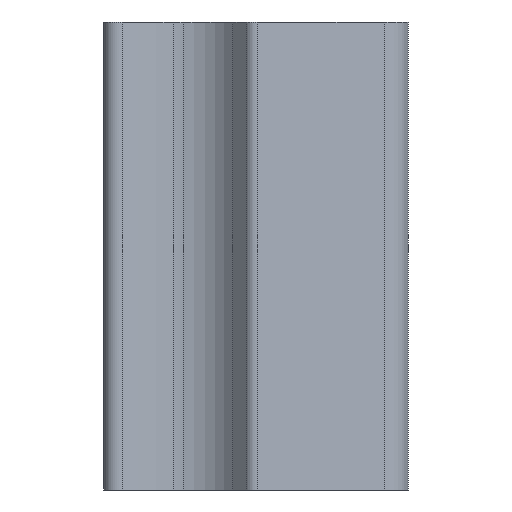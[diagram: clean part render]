
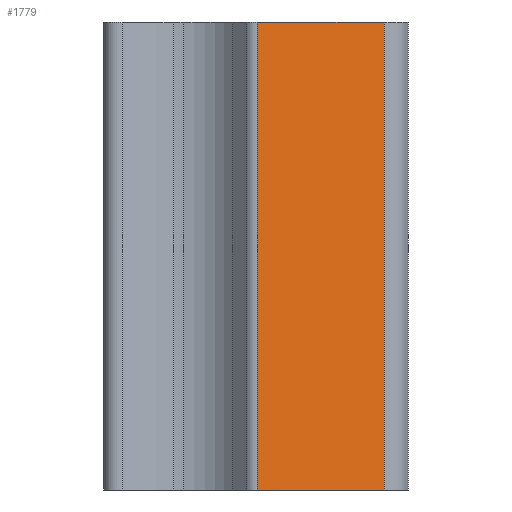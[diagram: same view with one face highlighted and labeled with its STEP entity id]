
A CAD part, left-side view. The second image highlights one B-rep face of the part: STEP entity #1779.
In plain terms, the highlighted planar face has unit normal (-0.976, -0.22, 0).
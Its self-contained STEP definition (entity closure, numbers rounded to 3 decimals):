
#7 = VERTEX_POINT ( 'NONE', #196 ) ;
#16 = CARTESIAN_POINT ( 'NONE',  ( -4.79, -2.56, -10. ) ) ;
#22 = DIRECTION ( 'NONE',  ( -0.22, 0.976, 0. ) ) ;
#128 = CARTESIAN_POINT ( 'NONE',  ( -4.79, -2.56, -10. ) ) ;
#149 = DIRECTION ( 'NONE',  ( 0.976, 0.22, 0. ) ) ;
#196 = CARTESIAN_POINT ( 'NONE',  ( -3.568, -7.985, -10. ) ) ;
#222 = DIRECTION ( 'NONE',  ( 0., 0., 1. ) ) ;
#312 = LINE ( 'NONE', #16, #1384 ) ;
#323 = DIRECTION ( 'NONE',  ( 0., 0., 1. ) ) ;
#375 = VERTEX_POINT ( 'NONE', #896 ) ;
#652 = DIRECTION ( 'NONE',  ( -0.22, 0.976, 0. ) ) ;
#681 = EDGE_CURVE ( 'NONE', #7, #1712, #312, .T. ) ;
#756 = DIRECTION ( 'NONE',  ( -0.22, 0.976, 0. ) ) ;
#769 = ORIENTED_EDGE ( 'NONE', *, *, #893, .T. ) ;
#800 = EDGE_CURVE ( 'NONE', #1677, #375, #1067, .T. ) ;
#807 = VECTOR ( 'NONE', #222, 1000. ) ;
#854 = CARTESIAN_POINT ( 'NONE',  ( -4.79, -2.56, -10. ) ) ;
#893 = EDGE_CURVE ( 'NONE', #7, #1677, #1731, .T. ) ;
#896 = CARTESIAN_POINT ( 'NONE',  ( -4.79, -2.56, 10. ) ) ;
#899 = PLANE ( 'NONE',  #1763 ) ;
#914 = FACE_OUTER_BOUND ( 'NONE', #1435, .T. ) ;
#1067 = LINE ( 'NONE', #1817, #1630 ) ;
#1103 = LINE ( 'NONE', #1791, #1378 ) ;
#1378 = VECTOR ( 'NONE', #323, 1000. ) ;
#1384 = VECTOR ( 'NONE', #22, 1000. ) ;
#1435 = EDGE_LOOP ( 'NONE', ( #1665, #1510, #1781, #769 ) ) ;
#1510 = ORIENTED_EDGE ( 'NONE', *, *, #1876, .F. ) ;
#1630 = VECTOR ( 'NONE', #652, 1000. ) ;
#1665 = ORIENTED_EDGE ( 'NONE', *, *, #800, .T. ) ;
#1677 = VERTEX_POINT ( 'NONE', #1753 ) ;
#1712 = VERTEX_POINT ( 'NONE', #854 ) ;
#1731 = LINE ( 'NONE', #1856, #807 ) ;
#1753 = CARTESIAN_POINT ( 'NONE',  ( -3.568, -7.985, 10. ) ) ;
#1763 = AXIS2_PLACEMENT_3D ( 'NONE', #128, #149, #756 ) ;
#1779 = ADVANCED_FACE ( 'NONE', ( #914 ), #899, .F. ) ;
#1781 = ORIENTED_EDGE ( 'NONE', *, *, #681, .F. ) ;
#1791 = CARTESIAN_POINT ( 'NONE',  ( -4.79, -2.56, -10. ) ) ;
#1817 = CARTESIAN_POINT ( 'NONE',  ( -4.79, -2.56, 10. ) ) ;
#1856 = CARTESIAN_POINT ( 'NONE',  ( -3.568, -7.985, -10. ) ) ;
#1876 = EDGE_CURVE ( 'NONE', #1712, #375, #1103, .T. ) ;
